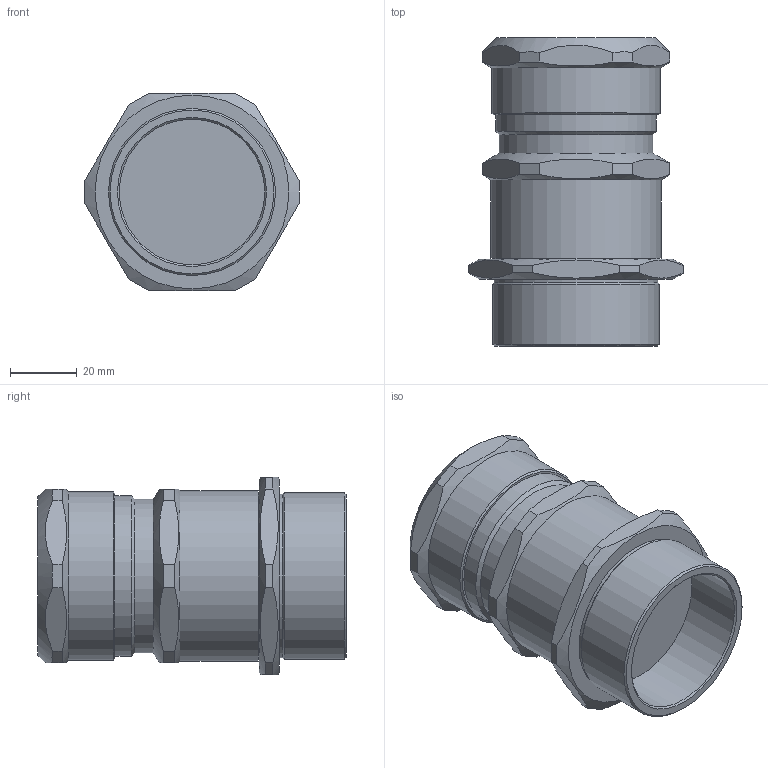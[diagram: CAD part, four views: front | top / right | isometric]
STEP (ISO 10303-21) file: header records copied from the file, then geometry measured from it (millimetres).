
FILE_DESCRIPTION(/* description */ ('','CAx-IF Rec.Pracs.---Representation and Presentation of Product Manufacturing Information (PMI)---4.0---2014-10-13'),/* implementation_level */ '2;1');
FILE_NAME(/* name */ 'ЗЭТАРУС ВКБ3-M50-33-38.stp',/* time_stamp */ '2023-01-26T15:48:52+07:00',/* author */ ('zeta-09'),/* organization */ (''),/* preprocessor_version */ 'ST-DEVELOPER v18.1',/* originating_system */ 'Autodesk Inventor 2021',/* authorisation */ '');
FILE_SCHEMA (('AP242_MANAGED_MODEL_BASED_3D_ENGINEERING_MIM_LF { 1 0 10303 442 1 1 4 }'));
Length unit declared in the file: millimetre
Products named in the file (1): Деталь14
Bounding box: 64.13 x 92.22 x 59 mm (x, y, z)
Volume: 159768.1 mm3; surface area: 30370 mm2
Topology: 1 solids, 3 shells, 73 faces, 179 edges, 116 vertices
Faces by surface type: plane 46, cone 16, cylinder 9, torus 2
Full cylindrical faces by diameter (mm): 43.6 x1, 46 x1, 48 x2, 49 x1, 49.1 x1, 50 x1, 50.4 x1, 50.9 x1
Entity records: 2286 total; most frequent: CARTESIAN_POINT 542, ORIENTED_EDGE 356, DIRECTION 315, EDGE_CURVE 179, AXIS2_PLACEMENT_3D 127, VERTEX_POINT 116, EDGE_LOOP 79, STYLED_ITEM 73
